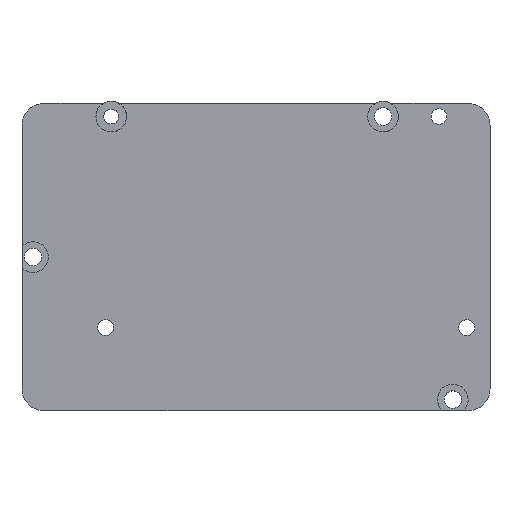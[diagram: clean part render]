
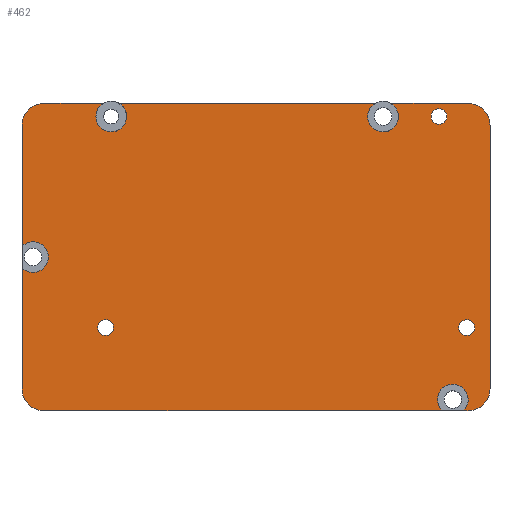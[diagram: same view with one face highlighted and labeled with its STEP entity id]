
A CAD part, top view. The second image highlights one B-rep face of the part: STEP entity #462.
In plain terms, the highlighted planar face has unit normal (0, 0, 1).
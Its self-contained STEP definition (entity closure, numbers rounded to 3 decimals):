
#42=CARTESIAN_POINT('',(79.193,-122.869,3.));
#43=VERTEX_POINT('',#42);
#50=CARTESIAN_POINT('',(96.84,-122.869,3.));
#51=VERTEX_POINT('',#50);
#52=CARTESIAN_POINT('',(79.193,-122.869,3.));
#53=DIRECTION('',(1.,0.,0.));
#54=VECTOR('',#53,17.647);
#55=LINE('',#52,#54);
#56=EDGE_CURVE('',#43,#51,#55,.T.);
#72=CARTESIAN_POINT('',(17.043,-122.869,3.));
#73=VERTEX_POINT('',#72);
#74=CARTESIAN_POINT('',(75.587,-122.869,3.));
#75=VERTEX_POINT('',#74);
#76=CARTESIAN_POINT('',(17.043,-122.869,3.));
#77=DIRECTION('',(1.,0.,0.));
#78=VECTOR('',#77,58.544);
#79=LINE('',#76,#78);
#80=EDGE_CURVE('',#73,#75,#79,.T.);
#112=CARTESIAN_POINT('',(-0.16,-122.869,3.));
#113=VERTEX_POINT('',#112);
#114=CARTESIAN_POINT('',(13.437,-122.869,3.));
#115=VERTEX_POINT('',#114);
#116=CARTESIAN_POINT('',(-0.16,-122.869,3.));
#117=DIRECTION('',(1.,0.,0.));
#118=VECTOR('',#117,13.597);
#119=LINE('',#116,#118);
#120=EDGE_CURVE('',#113,#115,#119,.T.);
#152=CARTESIAN_POINT('',(96.84,-193.119,3.));
#153=VERTEX_POINT('',#152);
#154=CARTESIAN_POINT('',(95.748,-193.119,3.));
#155=VERTEX_POINT('',#154);
#156=CARTESIAN_POINT('',(96.84,-193.119,3.));
#157=DIRECTION('',(-1.,-0.,0.));
#158=VECTOR('',#157,1.092);
#159=LINE('',#156,#158);
#160=EDGE_CURVE('',#153,#155,#159,.T.);
#178=CARTESIAN_POINT('',(90.932,-193.119,3.));
#179=VERTEX_POINT('',#178);
#186=CARTESIAN_POINT('',(-0.16,-193.119,3.));
#187=VERTEX_POINT('',#186);
#188=CARTESIAN_POINT('',(90.932,-193.119,3.));
#189=DIRECTION('',(-1.,-0.,0.));
#190=VECTOR('',#189,91.092);
#191=LINE('',#188,#190);
#192=EDGE_CURVE('',#179,#187,#191,.T.);
#224=CARTESIAN_POINT('',(101.84,-127.869,3.));
#225=VERTEX_POINT('',#224);
#226=CARTESIAN_POINT('',(101.84,-188.119,3.));
#227=VERTEX_POINT('',#226);
#228=CARTESIAN_POINT('',(101.84,-127.869,3.));
#229=DIRECTION('',(0.,-1.,0.));
#230=VECTOR('',#229,60.25);
#231=LINE('',#228,#230);
#232=EDGE_CURVE('',#225,#227,#231,.T.);
#274=CARTESIAN_POINT('',(-5.16,-188.119,3.));
#275=VERTEX_POINT('',#274);
#282=CARTESIAN_POINT('',(-5.16,-160.443,3.));
#283=VERTEX_POINT('',#282);
#284=CARTESIAN_POINT('',(-5.16,-188.119,3.));
#285=DIRECTION('',(-0.,1.,0.));
#286=VECTOR('',#285,27.676);
#287=LINE('',#284,#286);
#288=EDGE_CURVE('',#275,#283,#287,.T.);
#306=CARTESIAN_POINT('',(-5.16,-155.544,3.));
#307=VERTEX_POINT('',#306);
#314=CARTESIAN_POINT('',(-5.16,-127.869,3.));
#315=VERTEX_POINT('',#314);
#316=CARTESIAN_POINT('',(-5.16,-155.544,3.));
#317=DIRECTION('',(-0.,1.,0.));
#318=VECTOR('',#317,27.676);
#319=LINE('',#316,#318);
#320=EDGE_CURVE('',#307,#315,#319,.T.);
#331=CARTESIAN_POINT('',(-5.16,-131.869,3.));
#332=DIRECTION('',(0.,0.,1.));
#333=DIRECTION('',(1.,0.,0.));
#334=AXIS2_PLACEMENT_3D('',#331,#332,#333);
#335=PLANE('',#334);
#336=CARTESIAN_POINT('',(15.77,-174.129,3.));
#337=VERTEX_POINT('',#336);
#338=CARTESIAN_POINT('',(13.97,-174.129,3.));
#339=DIRECTION('',(0.,0.,1.));
#340=DIRECTION('',(1.,0.,-0.));
#341=AXIS2_PLACEMENT_3D('',#338,#339,#340);
#342=CIRCLE('',#341,1.8);
#343=EDGE_CURVE('',#337,#337,#342,.T.);
#344=ORIENTED_EDGE('',*,*,#343,.F.);
#345=EDGE_LOOP('',(#344));
#346=FACE_BOUND('',#345,.T.);
#347=CARTESIAN_POINT('',(98.32,-174.129,3.));
#348=VERTEX_POINT('',#347);
#349=CARTESIAN_POINT('',(96.52,-174.129,3.));
#350=DIRECTION('',(0.,0.,1.));
#351=DIRECTION('',(1.,0.,-0.));
#352=AXIS2_PLACEMENT_3D('',#349,#350,#351);
#353=CIRCLE('',#352,1.8);
#354=EDGE_CURVE('',#348,#348,#353,.T.);
#355=ORIENTED_EDGE('',*,*,#354,.F.);
#356=EDGE_LOOP('',(#355));
#357=FACE_BOUND('',#356,.T.);
#358=CARTESIAN_POINT('',(91.97,-125.869,3.));
#359=VERTEX_POINT('',#358);
#360=CARTESIAN_POINT('',(90.17,-125.869,3.));
#361=DIRECTION('',(0.,0.,1.));
#362=DIRECTION('',(1.,0.,-0.));
#363=AXIS2_PLACEMENT_3D('',#360,#361,#362);
#364=CIRCLE('',#363,1.8);
#365=EDGE_CURVE('',#359,#359,#364,.T.);
#366=ORIENTED_EDGE('',*,*,#365,.F.);
#367=EDGE_LOOP('',(#366));
#368=FACE_BOUND('',#367,.T.);
#369=ORIENTED_EDGE('',*,*,#192,.F.);
#370=CARTESIAN_POINT('',(89.84,-190.579,3.));
#371=VERTEX_POINT('',#370);
#372=CARTESIAN_POINT('',(93.34,-190.579,3.));
#373=DIRECTION('',(0.,0.,1.));
#374=DIRECTION('',(1.,0.,-0.));
#375=AXIS2_PLACEMENT_3D('',#372,#373,#374);
#376=CIRCLE('',#375,3.5);
#377=EDGE_CURVE('',#371,#179,#376,.T.);
#378=ORIENTED_EDGE('',*,*,#377,.F.);
#379=CARTESIAN_POINT('',(93.34,-190.579,3.));
#380=DIRECTION('',(0.,0.,1.));
#381=DIRECTION('',(1.,0.,-0.));
#382=AXIS2_PLACEMENT_3D('',#379,#380,#381);
#383=CIRCLE('',#382,3.5);
#384=EDGE_CURVE('',#155,#371,#383,.T.);
#385=ORIENTED_EDGE('',*,*,#384,.F.);
#386=ORIENTED_EDGE('',*,*,#160,.F.);
#387=CARTESIAN_POINT('',(96.84,-188.119,3.));
#388=DIRECTION('',(0.,0.,1.));
#389=DIRECTION('',(1.,0.,-0.));
#390=AXIS2_PLACEMENT_3D('',#387,#388,#389);
#391=CIRCLE('',#390,5.);
#392=EDGE_CURVE('',#153,#227,#391,.T.);
#393=ORIENTED_EDGE('',*,*,#392,.T.);
#394=ORIENTED_EDGE('',*,*,#232,.F.);
#395=CARTESIAN_POINT('',(96.84,-127.869,3.));
#396=DIRECTION('',(0.,0.,1.));
#397=DIRECTION('',(1.,0.,-0.));
#398=AXIS2_PLACEMENT_3D('',#395,#396,#397);
#399=CIRCLE('',#398,5.);
#400=EDGE_CURVE('',#225,#51,#399,.T.);
#401=ORIENTED_EDGE('',*,*,#400,.T.);
#402=ORIENTED_EDGE('',*,*,#56,.F.);
#403=CARTESIAN_POINT('',(73.89,-125.869,3.));
#404=VERTEX_POINT('',#403);
#405=CARTESIAN_POINT('',(77.39,-125.869,3.));
#406=DIRECTION('',(0.,0.,1.));
#407=DIRECTION('',(1.,0.,-0.));
#408=AXIS2_PLACEMENT_3D('',#405,#406,#407);
#409=CIRCLE('',#408,3.5);
#410=EDGE_CURVE('',#404,#43,#409,.T.);
#411=ORIENTED_EDGE('',*,*,#410,.F.);
#412=CARTESIAN_POINT('',(77.39,-125.869,3.));
#413=DIRECTION('',(0.,0.,1.));
#414=DIRECTION('',(1.,0.,-0.));
#415=AXIS2_PLACEMENT_3D('',#412,#413,#414);
#416=CIRCLE('',#415,3.5);
#417=EDGE_CURVE('',#75,#404,#416,.T.);
#418=ORIENTED_EDGE('',*,*,#417,.F.);
#419=ORIENTED_EDGE('',*,*,#80,.F.);
#420=CARTESIAN_POINT('',(11.74,-125.869,3.));
#421=VERTEX_POINT('',#420);
#422=CARTESIAN_POINT('',(15.24,-125.869,3.));
#423=DIRECTION('',(0.,0.,1.));
#424=DIRECTION('',(1.,0.,-0.));
#425=AXIS2_PLACEMENT_3D('',#422,#423,#424);
#426=CIRCLE('',#425,3.5);
#427=EDGE_CURVE('',#421,#73,#426,.T.);
#428=ORIENTED_EDGE('',*,*,#427,.F.);
#429=CARTESIAN_POINT('',(15.24,-125.869,3.));
#430=DIRECTION('',(0.,0.,1.));
#431=DIRECTION('',(1.,0.,-0.));
#432=AXIS2_PLACEMENT_3D('',#429,#430,#431);
#433=CIRCLE('',#432,3.5);
#434=EDGE_CURVE('',#115,#421,#433,.T.);
#435=ORIENTED_EDGE('',*,*,#434,.F.);
#436=ORIENTED_EDGE('',*,*,#120,.F.);
#437=CARTESIAN_POINT('',(-0.16,-127.869,3.));
#438=DIRECTION('',(0.,0.,1.));
#439=DIRECTION('',(1.,0.,-0.));
#440=AXIS2_PLACEMENT_3D('',#437,#438,#439);
#441=CIRCLE('',#440,5.);
#442=EDGE_CURVE('',#113,#315,#441,.T.);
#443=ORIENTED_EDGE('',*,*,#442,.T.);
#444=ORIENTED_EDGE('',*,*,#320,.F.);
#445=CARTESIAN_POINT('',(-2.66,-157.994,3.));
#446=DIRECTION('',(0.,0.,1.));
#447=DIRECTION('',(1.,0.,-0.));
#448=AXIS2_PLACEMENT_3D('',#445,#446,#447);
#449=CIRCLE('',#448,3.5);
#450=EDGE_CURVE('',#283,#307,#449,.T.);
#451=ORIENTED_EDGE('',*,*,#450,.F.);
#452=ORIENTED_EDGE('',*,*,#288,.F.);
#453=CARTESIAN_POINT('',(-0.16,-188.119,3.));
#454=DIRECTION('',(0.,0.,1.));
#455=DIRECTION('',(1.,0.,-0.));
#456=AXIS2_PLACEMENT_3D('',#453,#454,#455);
#457=CIRCLE('',#456,5.);
#458=EDGE_CURVE('',#275,#187,#457,.T.);
#459=ORIENTED_EDGE('',*,*,#458,.T.);
#460=EDGE_LOOP('',(#369,#378,#385,#386,#393,#394,#401,#402,#411,#418,#419,#428,#435,#436,#443,#444,#451,#452,#459));
#461=FACE_BOUND('',#460,.T.);
#462=ADVANCED_FACE('',(#346,#357,#368,#461),#335,.T.);
